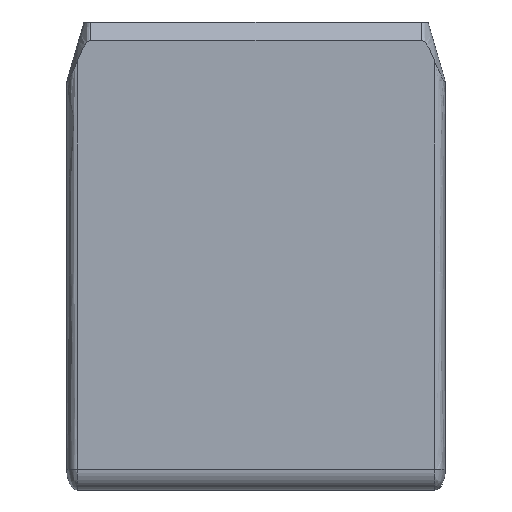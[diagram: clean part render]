
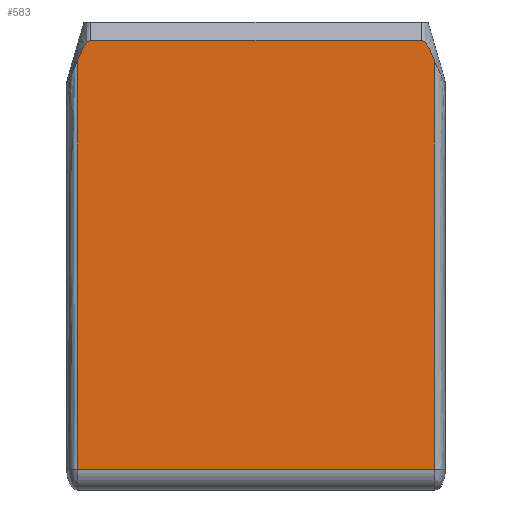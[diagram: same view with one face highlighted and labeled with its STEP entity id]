
A CAD part, left-side view. The second image highlights one B-rep face of the part: STEP entity #583.
In plain terms, the highlighted planar face has unit normal (-1, 0, 0).
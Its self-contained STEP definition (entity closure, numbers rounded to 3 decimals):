
#47=(
BOUNDED_CURVE()
B_SPLINE_CURVE(2,(#992,#993,#994),.UNSPECIFIED.,.F.,.F.)
B_SPLINE_CURVE_WITH_KNOTS((3,3),(1.186,2.706),
 .UNSPECIFIED.)
CURVE()
GEOMETRIC_REPRESENTATION_ITEM()
RATIONAL_B_SPLINE_CURVE((2.222,2.785,2.785))
REPRESENTATION_ITEM('')
);
#48=(
BOUNDED_CURVE()
B_SPLINE_CURVE(2,(#998,#999,#1000),.UNSPECIFIED.,.F.,.F.)
B_SPLINE_CURVE_WITH_KNOTS((3,3),(1.186,2.706),
 .UNSPECIFIED.)
CURVE()
GEOMETRIC_REPRESENTATION_ITEM()
RATIONAL_B_SPLINE_CURVE((2.222,2.785,2.785))
REPRESENTATION_ITEM('')
);
#77=FACE_OUTER_BOUND('',#113,.T.);
#113=EDGE_LOOP('',(#467,#468,#469,#470,#471,#472));
#162=LINE('',#968,#218);
#167=LINE('',#990,#223);
#168=LINE('',#996,#224);
#169=LINE('',#1001,#225);
#218=VECTOR('',#719,5.);
#223=VECTOR('',#738,10.);
#224=VECTOR('',#739,5.);
#225=VECTOR('',#740,10.);
#272=VERTEX_POINT('',#916);
#273=VERTEX_POINT('',#964);
#283=VERTEX_POINT('',#989);
#284=VERTEX_POINT('',#991);
#285=VERTEX_POINT('',#995);
#286=VERTEX_POINT('',#997);
#341=EDGE_CURVE('',#272,#273,#162,.T.);
#351=EDGE_CURVE('',#283,#272,#167,.T.);
#352=EDGE_CURVE('',#283,#284,#47,.T.);
#353=EDGE_CURVE('',#284,#285,#168,.T.);
#354=EDGE_CURVE('',#286,#285,#48,.T.);
#355=EDGE_CURVE('',#273,#286,#169,.T.);
#467=ORIENTED_EDGE('',*,*,#351,.F.);
#468=ORIENTED_EDGE('',*,*,#352,.T.);
#469=ORIENTED_EDGE('',*,*,#353,.T.);
#470=ORIENTED_EDGE('',*,*,#354,.F.);
#471=ORIENTED_EDGE('',*,*,#355,.F.);
#472=ORIENTED_EDGE('',*,*,#341,.F.);
#559=PLANE('',#630);
#583=ADVANCED_FACE('',(#77),#559,.T.);
#630=AXIS2_PLACEMENT_3D('',#988,#736,#737);
#719=DIRECTION('',(0.,1.,0.));
#736=DIRECTION('center_axis',(-1.,0.,0.));
#737=DIRECTION('ref_axis',(0.,0.,1.));
#738=DIRECTION('',(0.,0.,-1.));
#739=DIRECTION('',(0.,1.,0.));
#740=DIRECTION('',(0.,0.,1.));
#916=CARTESIAN_POINT('',(-254.22,912.658,837.774));
#964=CARTESIAN_POINT('',(-254.22,964.658,837.774));
#968=CARTESIAN_POINT('',(-254.22,924.908,837.774));
#988=CARTESIAN_POINT('Origin',(-254.22,911.158,882.774));
#989=CARTESIAN_POINT('',(-254.22,912.658,896.975));
#990=CARTESIAN_POINT('',(-254.22,912.658,882.774));
#991=CARTESIAN_POINT('',(-254.22,914.658,900.089));
#992=CARTESIAN_POINT('Ctrl Pts',(-254.22,912.658,896.975));
#993=CARTESIAN_POINT('Ctrl Pts',(-254.22,913.86,900.089));
#994=CARTESIAN_POINT('Ctrl Pts',(-254.22,914.658,900.089));
#995=CARTESIAN_POINT('',(-254.22,962.658,900.089));
#996=CARTESIAN_POINT('',(-254.22,920.658,900.089));
#997=CARTESIAN_POINT('',(-254.22,964.658,896.975));
#998=CARTESIAN_POINT('Ctrl Pts',(-254.22,964.658,896.975));
#999=CARTESIAN_POINT('Ctrl Pts',(-254.22,963.456,900.089));
#1000=CARTESIAN_POINT('Ctrl Pts',(-254.22,962.658,900.089));
#1001=CARTESIAN_POINT('',(-254.22,964.658,882.774));
